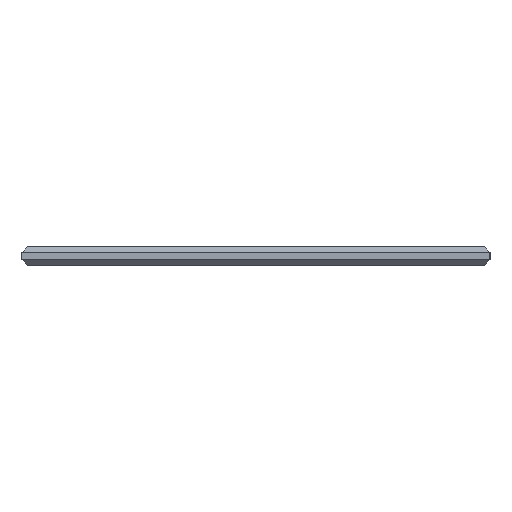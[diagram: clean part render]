
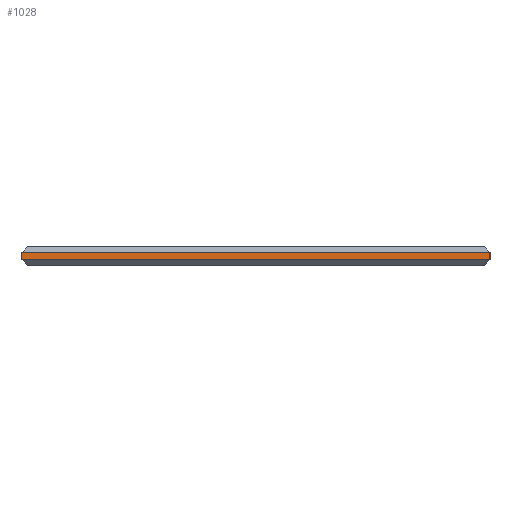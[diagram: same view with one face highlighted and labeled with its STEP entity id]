
A CAD part, left-side view. The second image highlights one B-rep face of the part: STEP entity #1028.
In plain terms, the highlighted planar face has unit normal (-1, 0, 0).
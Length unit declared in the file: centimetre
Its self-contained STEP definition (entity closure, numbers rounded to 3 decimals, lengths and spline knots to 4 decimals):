
#161 = VERTEX_POINT ( 'NONE', #2844 ) ;
#176 = CARTESIAN_POINT ( 'NONE',  ( 0., 0., 0.07 ) ) ;
#250 = FACE_OUTER_BOUND ( 'NONE', #469, .T. ) ;
#469 = EDGE_LOOP ( 'NONE', ( #6553, #5517, #4286, #2016 ) ) ;
#730 = LINE ( 'NONE', #1314, #2585 ) ;
#803 = VERTEX_POINT ( 'NONE', #3774 ) ;
#1028 = ADVANCED_FACE ( 'NONE', ( #250 ), #2521, .F. ) ;
#1039 = LINE ( 'NONE', #3595, #2446 ) ;
#1106 = EDGE_CURVE ( 'NONE', #6763, #161, #1039, .T. ) ;
#1173 = CARTESIAN_POINT ( 'NONE',  ( 0., 2.5, 0.07 ) ) ;
#1314 = CARTESIAN_POINT ( 'NONE',  ( 0., 2.5, 0.1 ) ) ;
#1375 = CARTESIAN_POINT ( 'NONE',  ( 0., 0., 0.03 ) ) ;
#1458 = DIRECTION ( 'NONE',  ( 0., 0., -1. ) ) ;
#1862 = VECTOR ( 'NONE', #2766, 100. ) ;
#2016 = ORIENTED_EDGE ( 'NONE', *, *, #4856, .T. ) ;
#2193 = LINE ( 'NONE', #1375, #5386 ) ;
#2320 = DIRECTION ( 'NONE',  ( 0., -1., 0. ) ) ;
#2446 = VECTOR ( 'NONE', #5636, 100. ) ;
#2521 = PLANE ( 'NONE',  #3108 ) ;
#2585 = VECTOR ( 'NONE', #4447, 100. ) ;
#2766 = DIRECTION ( 'NONE',  ( 0., 1., 0. ) ) ;
#2844 = CARTESIAN_POINT ( 'NONE',  ( 0., 0., 0.03 ) ) ;
#3108 = AXIS2_PLACEMENT_3D ( 'NONE', #5681, #6164, #1458 ) ;
#3194 = CARTESIAN_POINT ( 'NONE',  ( 0., 0., 0.07 ) ) ;
#3595 = CARTESIAN_POINT ( 'NONE',  ( 0., 0., 0.1 ) ) ;
#3774 = CARTESIAN_POINT ( 'NONE',  ( 0., 2.5, 0.03 ) ) ;
#4185 = VERTEX_POINT ( 'NONE', #1173 ) ;
#4286 = ORIENTED_EDGE ( 'NONE', *, *, #1106, .F. ) ;
#4447 = DIRECTION ( 'NONE',  ( 0., 0., -1. ) ) ;
#4485 = EDGE_CURVE ( 'NONE', #803, #161, #2193, .T. ) ;
#4856 = EDGE_CURVE ( 'NONE', #6763, #4185, #6205, .T. ) ;
#5386 = VECTOR ( 'NONE', #2320, 100. ) ;
#5517 = ORIENTED_EDGE ( 'NONE', *, *, #4485, .T. ) ;
#5636 = DIRECTION ( 'NONE',  ( 0., 0., -1. ) ) ;
#5681 = CARTESIAN_POINT ( 'NONE',  ( 0., 0., 0.1 ) ) ;
#6164 = DIRECTION ( 'NONE',  ( 1., 0., 0. ) ) ;
#6205 = LINE ( 'NONE', #176, #1862 ) ;
#6392 = EDGE_CURVE ( 'NONE', #4185, #803, #730, .T. ) ;
#6553 = ORIENTED_EDGE ( 'NONE', *, *, #6392, .T. ) ;
#6763 = VERTEX_POINT ( 'NONE', #3194 ) ;
